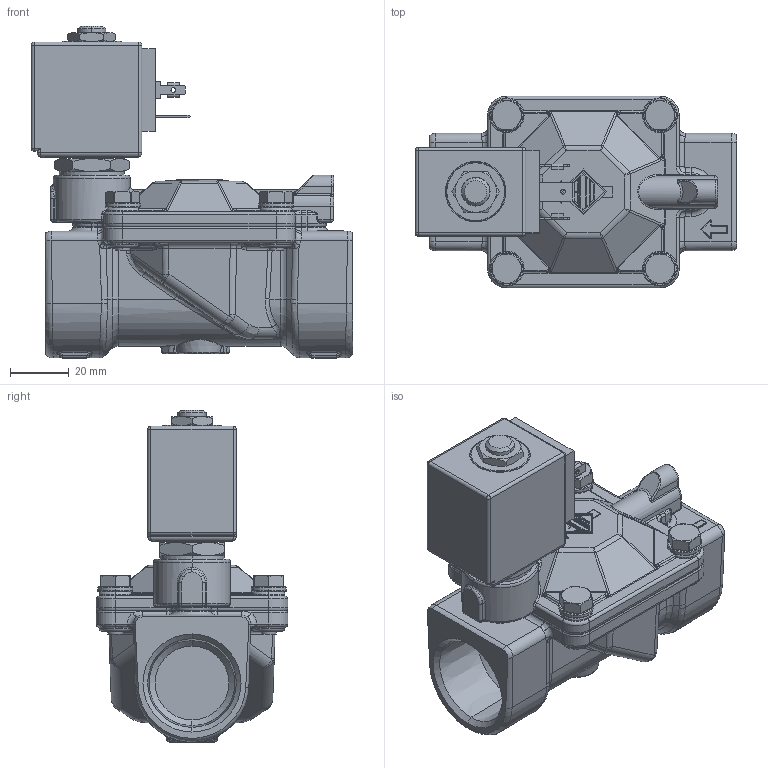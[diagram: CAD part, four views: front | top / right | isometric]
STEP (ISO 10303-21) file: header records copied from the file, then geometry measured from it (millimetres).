
FILE_DESCRIPTION((''),'2;1');
FILE_NAME('21WN6KB250_BDA_INGOMBRO_ASM','2010-03-11T',('romeri'),('O.D.E.'),'PRO/ENGINEER BY PARAMETRIC TECHNOLOGY CORPORATION, 2005450','PRO/ENGINEER BY PARAMETRIC TECHNOLOGY CORPORATION, 2005450','');
FILE_SCHEMA(('CONFIG_CONTROL_DESIGN'));
Length unit declared in the file: millimetre
Products named in the file (9): 450WN6_INGOMBRO; 450461_INGOMBRO; 450606_INGOMBRO; BOBINA_8_W_INGOMBRO; 450145; 450146; ROSETTE_UNI_1751_M6; VITE_T_ESAGONALE_ISO_4_M6X16; 21WN6KB250_BDA_INGOMBRO_ASM
Assembly tree (14 placements, depth 2):
  21WN6KB250_BDA_INGOMBRO_ASM
    450WN6_INGOMBRO
    450461_INGOMBRO
    450606_INGOMBRO
    BOBINA_8_W_INGOMBRO
    450145
    450146
    ROSETTE_UNI_1751_M6  x4
    VITE_T_ESAGONALE_ISO_4_M6X16  x4
Bounding box: 109 x 65 x 112.55 mm (x, y, z)
Volume: 225323.5 mm3; surface area: 65401.5 mm2
Topology: 14 solids, 25 shells, 1732 faces, 3969 edges, 2317 vertices
Faces by surface type: cylinder 536, plane 414, bspline 396, torus 234, cone 99, sphere 53
Entity records: 73827 total; most frequent: CARTESIAN_POINT 23389, ORIENTED_EDGE 6800, DIRECTION 6075, PRESENTATION_STYLE_ASSIGNMENT 4574, EDGE_CURVE 3409, STYLED_ITEM 3373, CURVE_STYLE 3317, AXIS2_PLACEMENT_3D 2399
